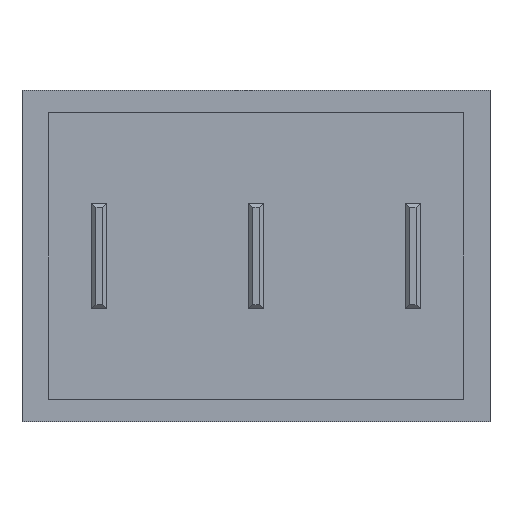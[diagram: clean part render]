
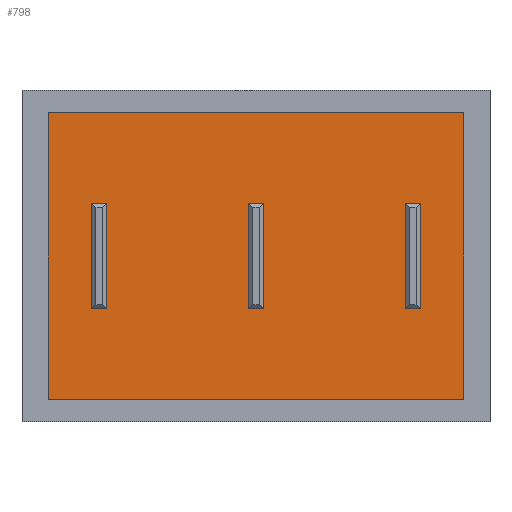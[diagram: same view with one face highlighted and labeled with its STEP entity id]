
A CAD part, front view. The second image highlights one B-rep face of the part: STEP entity #798.
In plain terms, the highlighted planar face has unit normal (0, -1, 0).
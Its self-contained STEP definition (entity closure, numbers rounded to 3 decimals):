
#36=FACE_BOUND('',#91,.T.);
#37=FACE_BOUND('',#92,.T.);
#38=FACE_BOUND('',#93,.T.);
#41=FACE_OUTER_BOUND('',#90,.T.);
#90=EDGE_LOOP('',(#514,#515,#516,#517));
#91=EDGE_LOOP('',(#518,#519,#520,#521));
#92=EDGE_LOOP('',(#522,#523,#524,#525));
#93=EDGE_LOOP('',(#526,#527,#528,#529));
#144=LINE('',#1146,#240);
#145=LINE('',#1148,#241);
#146=LINE('',#1150,#242);
#147=LINE('',#1151,#243);
#148=LINE('',#1154,#244);
#149=LINE('',#1156,#245);
#150=LINE('',#1158,#246);
#151=LINE('',#1159,#247);
#152=LINE('',#1162,#248);
#153=LINE('',#1164,#249);
#154=LINE('',#1166,#250);
#155=LINE('',#1167,#251);
#156=LINE('',#1170,#252);
#157=LINE('',#1172,#253);
#158=LINE('',#1174,#254);
#159=LINE('',#1175,#255);
#240=VECTOR('',#930,13.);
#241=VECTOR('',#931,18.8);
#242=VECTOR('',#932,13.);
#243=VECTOR('',#933,18.8);
#244=VECTOR('',#934,0.7);
#245=VECTOR('',#935,4.8);
#246=VECTOR('',#936,0.7);
#247=VECTOR('',#937,4.8);
#248=VECTOR('',#938,0.7);
#249=VECTOR('',#939,4.8);
#250=VECTOR('',#940,0.7);
#251=VECTOR('',#941,4.8);
#252=VECTOR('',#942,0.7);
#253=VECTOR('',#943,4.8);
#254=VECTOR('',#944,0.7);
#255=VECTOR('',#945,4.8);
#336=VERTEX_POINT('',#1144);
#337=VERTEX_POINT('',#1145);
#338=VERTEX_POINT('',#1147);
#339=VERTEX_POINT('',#1149);
#340=VERTEX_POINT('',#1152);
#341=VERTEX_POINT('',#1153);
#342=VERTEX_POINT('',#1155);
#343=VERTEX_POINT('',#1157);
#344=VERTEX_POINT('',#1160);
#345=VERTEX_POINT('',#1161);
#346=VERTEX_POINT('',#1163);
#347=VERTEX_POINT('',#1165);
#348=VERTEX_POINT('',#1168);
#349=VERTEX_POINT('',#1169);
#350=VERTEX_POINT('',#1171);
#351=VERTEX_POINT('',#1173);
#404=EDGE_CURVE('',#336,#337,#144,.T.);
#405=EDGE_CURVE('',#338,#336,#145,.T.);
#406=EDGE_CURVE('',#339,#338,#146,.T.);
#407=EDGE_CURVE('',#337,#339,#147,.T.);
#408=EDGE_CURVE('',#340,#341,#148,.T.);
#409=EDGE_CURVE('',#342,#340,#149,.T.);
#410=EDGE_CURVE('',#343,#342,#150,.T.);
#411=EDGE_CURVE('',#341,#343,#151,.T.);
#412=EDGE_CURVE('',#344,#345,#152,.T.);
#413=EDGE_CURVE('',#346,#344,#153,.T.);
#414=EDGE_CURVE('',#347,#346,#154,.T.);
#415=EDGE_CURVE('',#345,#347,#155,.T.);
#416=EDGE_CURVE('',#348,#349,#156,.T.);
#417=EDGE_CURVE('',#350,#348,#157,.T.);
#418=EDGE_CURVE('',#351,#350,#158,.T.);
#419=EDGE_CURVE('',#349,#351,#159,.T.);
#514=ORIENTED_EDGE('',*,*,#404,.F.);
#515=ORIENTED_EDGE('',*,*,#405,.F.);
#516=ORIENTED_EDGE('',*,*,#406,.F.);
#517=ORIENTED_EDGE('',*,*,#407,.F.);
#518=ORIENTED_EDGE('',*,*,#408,.F.);
#519=ORIENTED_EDGE('',*,*,#409,.F.);
#520=ORIENTED_EDGE('',*,*,#410,.F.);
#521=ORIENTED_EDGE('',*,*,#411,.F.);
#522=ORIENTED_EDGE('',*,*,#412,.F.);
#523=ORIENTED_EDGE('',*,*,#413,.F.);
#524=ORIENTED_EDGE('',*,*,#414,.F.);
#525=ORIENTED_EDGE('',*,*,#415,.F.);
#526=ORIENTED_EDGE('',*,*,#416,.F.);
#527=ORIENTED_EDGE('',*,*,#417,.F.);
#528=ORIENTED_EDGE('',*,*,#418,.F.);
#529=ORIENTED_EDGE('',*,*,#419,.F.);
#734=PLANE('',#867);
#798=ADVANCED_FACE('',(#41,#36,#37,#38),#734,.T.);
#867=AXIS2_PLACEMENT_3D('',#1143,#928,#929);
#928=DIRECTION('center_axis',(0.,-1.,0.));
#929=DIRECTION('ref_axis',(0.,0.,-1.));
#930=DIRECTION('',(0.,0.,1.));
#931=DIRECTION('',(-1.,0.,0.));
#932=DIRECTION('',(0.,0.,-1.));
#933=DIRECTION('',(1.,0.,0.));
#934=DIRECTION('',(-1.,0.,0.));
#935=DIRECTION('',(0.,0.,1.));
#936=DIRECTION('',(1.,0.,0.));
#937=DIRECTION('',(0.,0.,-1.));
#938=DIRECTION('',(-1.,0.,0.));
#939=DIRECTION('',(0.,0.,1.));
#940=DIRECTION('',(1.,0.,0.));
#941=DIRECTION('',(0.,0.,-1.));
#942=DIRECTION('',(-1.,0.,0.));
#943=DIRECTION('',(0.,0.,1.));
#944=DIRECTION('',(1.,0.,0.));
#945=DIRECTION('',(0.,0.,-1.));
#1143=CARTESIAN_POINT('Origin',(0.,0.,0.));
#1144=CARTESIAN_POINT('',(0.,0.,-13.));
#1145=CARTESIAN_POINT('',(0.,0.,0.));
#1146=CARTESIAN_POINT('',(0.,0.,-13.));
#1147=CARTESIAN_POINT('',(18.8,0.,-13.));
#1148=CARTESIAN_POINT('',(18.8,0.,-13.));
#1149=CARTESIAN_POINT('',(18.8,0.,0.));
#1150=CARTESIAN_POINT('',(18.8,0.,0.));
#1151=CARTESIAN_POINT('',(0.,0.,0.));
#1152=CARTESIAN_POINT('',(9.75,0.,-4.1));
#1153=CARTESIAN_POINT('',(9.05,0.,-4.1));
#1154=CARTESIAN_POINT('',(9.75,0.,-4.1));
#1155=CARTESIAN_POINT('',(9.75,0.,-8.9));
#1156=CARTESIAN_POINT('',(9.75,0.,-8.9));
#1157=CARTESIAN_POINT('',(9.05,0.,-8.9));
#1158=CARTESIAN_POINT('',(9.05,0.,-8.9));
#1159=CARTESIAN_POINT('',(9.05,0.,-4.1));
#1160=CARTESIAN_POINT('',(2.65,0.,-4.1));
#1161=CARTESIAN_POINT('',(1.95,0.,-4.1));
#1162=CARTESIAN_POINT('',(2.65,0.,-4.1));
#1163=CARTESIAN_POINT('',(2.65,0.,-8.9));
#1164=CARTESIAN_POINT('',(2.65,0.,-8.9));
#1165=CARTESIAN_POINT('',(1.95,0.,-8.9));
#1166=CARTESIAN_POINT('',(1.95,0.,-8.9));
#1167=CARTESIAN_POINT('',(1.95,0.,-4.1));
#1168=CARTESIAN_POINT('',(16.85,0.,-4.1));
#1169=CARTESIAN_POINT('',(16.15,0.,-4.1));
#1170=CARTESIAN_POINT('',(16.85,0.,-4.1));
#1171=CARTESIAN_POINT('',(16.85,0.,-8.9));
#1172=CARTESIAN_POINT('',(16.85,0.,-8.9));
#1173=CARTESIAN_POINT('',(16.15,0.,-8.9));
#1174=CARTESIAN_POINT('',(16.15,0.,-8.9));
#1175=CARTESIAN_POINT('',(16.15,0.,-4.1));
